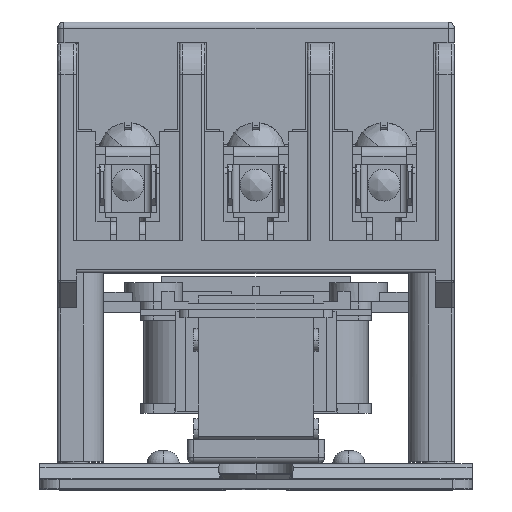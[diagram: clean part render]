
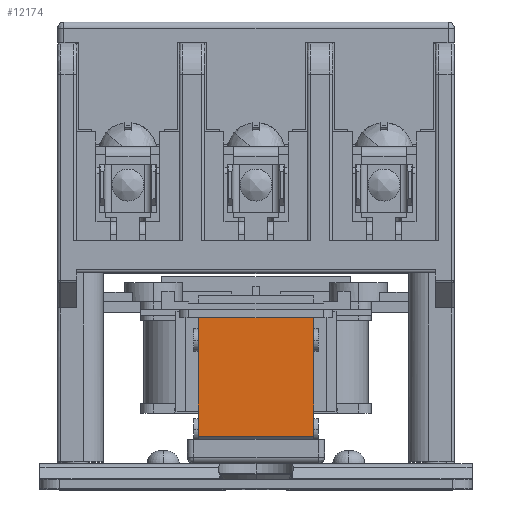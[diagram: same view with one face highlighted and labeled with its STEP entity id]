
A CAD part, top view. The second image highlights one B-rep face of the part: STEP entity #12174.
In plain terms, the highlighted planar face has unit normal (0, 0, 1).
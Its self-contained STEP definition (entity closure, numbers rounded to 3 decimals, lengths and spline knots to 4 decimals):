
#4085 = CARTESIAN_POINT ( 'NONE',  ( 0.3543, 0.5217, 0.811 ) ) ;
#4395 = CARTESIAN_POINT ( 'NONE',  ( 0., 0.5217, 0.811 ) ) ;
#11904 = DIRECTION ( 'NONE',  ( 0., 0., 1. ) ) ;
#12174 = ADVANCED_FACE ( 'NONE', ( #96956 ), #38641, .T. ) ;
#17579 = DIRECTION ( 'NONE',  ( 0., -1., 0. ) ) ;
#23954 = LINE ( 'NONE', #89507, #87440 ) ;
#26965 = EDGE_CURVE ( 'NONE', #106490, #38368, #23954, .T. ) ;
#31520 = DIRECTION ( 'NONE',  ( 1., 0., 0. ) ) ;
#34437 = CARTESIAN_POINT ( 'NONE',  ( 0.3543, 0.8858, 0.811 ) ) ;
#36672 = EDGE_CURVE ( 'NONE', #60296, #106490, #67796, .T. ) ;
#38368 = VERTEX_POINT ( 'NONE', #72406 ) ;
#38641 = PLANE ( 'NONE',  #66245 ) ;
#41300 = ORIENTED_EDGE ( 'NONE', *, *, #36672, .T. ) ;
#43644 = CARTESIAN_POINT ( 'NONE',  ( -0.3543, 0.1575, 0.811 ) ) ;
#56532 = ORIENTED_EDGE ( 'NONE', *, *, #71093, .T. ) ;
#58914 = EDGE_CURVE ( 'NONE', #38368, #65882, #93519, .T. ) ;
#60296 = VERTEX_POINT ( 'NONE', #91525 ) ;
#60311 = ORIENTED_EDGE ( 'NONE', *, *, #58914, .T. ) ;
#64570 = DIRECTION ( 'NONE',  ( 1., 0., 0. ) ) ;
#65055 = VECTOR ( 'NONE', #17579, 39.3701 ) ;
#65882 = VERTEX_POINT ( 'NONE', #34437 ) ;
#66245 = AXIS2_PLACEMENT_3D ( 'NONE', #4395, #11904, #64570 ) ;
#67796 = LINE ( 'NONE', #69183, #65055 ) ;
#69183 = CARTESIAN_POINT ( 'NONE',  ( -0.3543, 0.5217, 0.811 ) ) ;
#71093 = EDGE_CURVE ( 'NONE', #65882, #60296, #87447, .T. ) ;
#72406 = CARTESIAN_POINT ( 'NONE',  ( 0.3543, 0.1575, 0.811 ) ) ;
#74612 = VECTOR ( 'NONE', #97438, 39.3701 ) ;
#77066 = ORIENTED_EDGE ( 'NONE', *, *, #26965, .T. ) ;
#82048 = VECTOR ( 'NONE', #102514, 39.3701 ) ;
#83296 = CARTESIAN_POINT ( 'NONE',  ( 0., 0.8858, 0.811 ) ) ;
#87440 = VECTOR ( 'NONE', #31520, 39.3701 ) ;
#87447 = LINE ( 'NONE', #83296, #82048 ) ;
#89507 = CARTESIAN_POINT ( 'NONE',  ( 0., 0.1575, 0.811 ) ) ;
#91525 = CARTESIAN_POINT ( 'NONE',  ( -0.3543, 0.8858, 0.811 ) ) ;
#93519 = LINE ( 'NONE', #4085, #74612 ) ;
#96956 = FACE_OUTER_BOUND ( 'NONE', #99240, .T. ) ;
#97438 = DIRECTION ( 'NONE',  ( 0., 1., 0. ) ) ;
#99240 = EDGE_LOOP ( 'NONE', ( #56532, #41300, #77066, #60311 ) ) ;
#102514 = DIRECTION ( 'NONE',  ( -1., 0., 0. ) ) ;
#106490 = VERTEX_POINT ( 'NONE', #43644 ) ;
